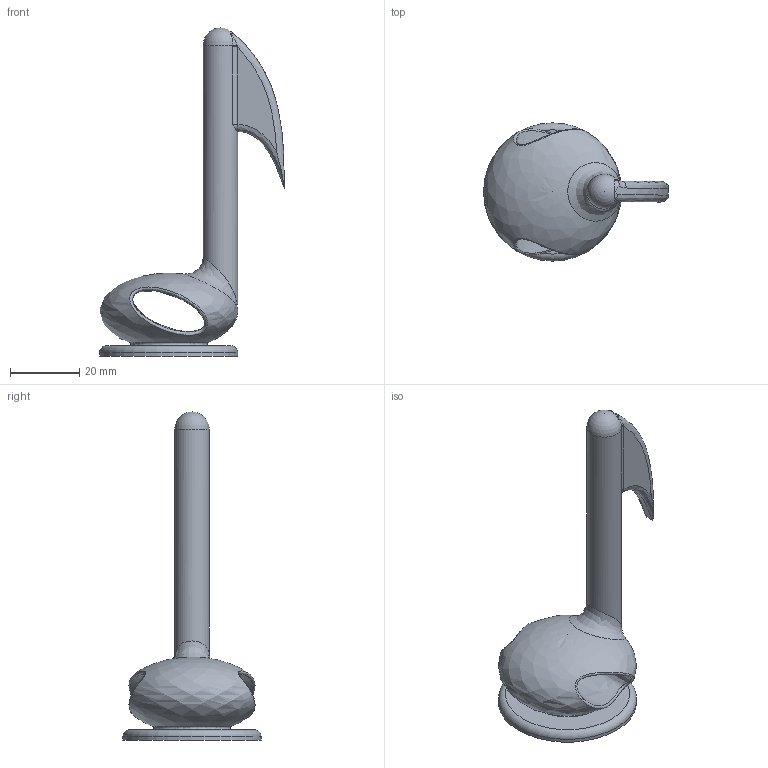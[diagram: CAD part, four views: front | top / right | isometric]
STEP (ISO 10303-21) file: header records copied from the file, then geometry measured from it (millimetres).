
FILE_DESCRIPTION(/* description */ (''),/* implementation_level */ '2;1');
FILE_NAME(/* name */ 'TOM_Noten.stp',/* time_stamp */ '2023-11-07T15:27:09+01:00',/* author */ ('Michael.Sumper'),/* organization */ (''),/* preprocessor_version */ 'ST-DEVELOPER v19.2',/* originating_system */ 'Autodesk Inventor 2023',/* authorisation */ '');
FILE_SCHEMA (('AUTOMOTIVE_DESIGN { 1 0 10303 214 3 1 1 }'));
Length unit declared in the file: millimetre
Products named in the file (1): TOM_Noten
Bounding box: 53.53 x 40 x 95 mm (x, y, z)
Volume: 23430.5 mm3; surface area: 9912 mm2
Topology: 1 solids, 1 shells, 36 faces, 91 edges, 56 vertices
Faces by surface type: bspline 18, plane 7, cylinder 6, torus 4, sphere 1
Full cylindrical faces by diameter (mm): 10 x1, 40 x1
Entity records: 2366 total; most frequent: CARTESIAN_POINT 1586, ORIENTED_EDGE 178, DIRECTION 111, EDGE_CURVE 89, VERTEX_POINT 56, AXIS2_PLACEMENT_3D 49, B_SPLINE_CURVE_WITH_KNOTS 46, EDGE_LOOP 39
